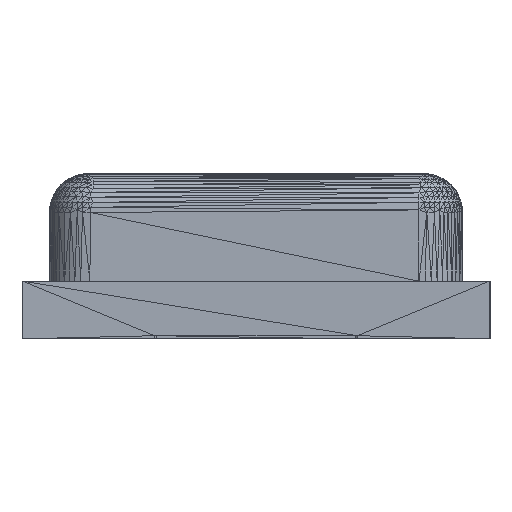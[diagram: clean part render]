
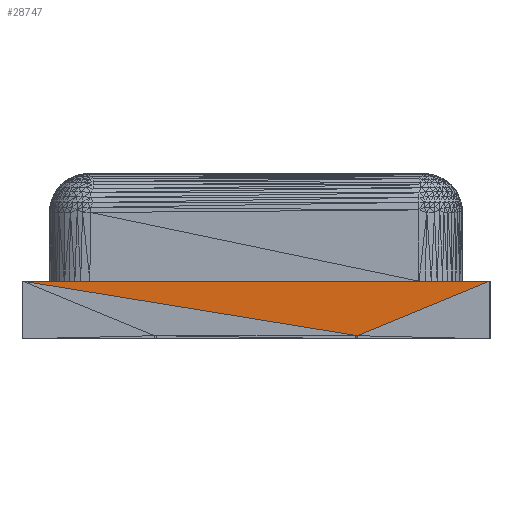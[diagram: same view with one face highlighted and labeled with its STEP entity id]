
A CAD part, left-side view. The second image highlights one B-rep face of the part: STEP entity #28747.
In plain terms, the highlighted planar face has unit normal (-1, 0, 0).
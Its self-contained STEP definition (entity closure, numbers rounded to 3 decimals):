
#1025=FACE_OUTER_BOUND('',#3545,.T.);
#3545=EDGE_LOOP('',(#20687,#20688,#20689));
#6657=LINE('',#44817,#10437);
#6738=LINE('',#44976,#10518);
#6746=LINE('',#44992,#10526);
#10437=VECTOR('',#36327,10.);
#10518=VECTOR('',#36490,10.);
#10526=VECTOR('',#36506,10.);
#13246=VERTEX_POINT('',#44806);
#13247=VERTEX_POINT('',#44810);
#13286=VERTEX_POINT('',#44973);
#15479=EDGE_CURVE('',#13246,#13247,#6657,.T.);
#15560=EDGE_CURVE('',#13246,#13286,#6738,.T.);
#15568=EDGE_CURVE('',#13286,#13247,#6746,.T.);
#20687=ORIENTED_EDGE('',*,*,#15560,.F.);
#20688=ORIENTED_EDGE('',*,*,#15479,.T.);
#20689=ORIENTED_EDGE('',*,*,#15568,.F.);
#26227=PLANE('',#31281);
#28747=ADVANCED_FACE('',(#1025),#26227,.T.);
#31281=AXIS2_PLACEMENT_3D('',#44991,#36504,#36505);
#36327=DIRECTION('',(0.,1.,0.));
#36490=DIRECTION('',(0.,0.925,-0.381));
#36504=DIRECTION('center_axis',(-1.,0.,0.));
#36505=DIRECTION('ref_axis',(0.,0.,1.));
#36506=DIRECTION('',(0.,0.987,0.161));
#44806=CARTESIAN_POINT('',(-2.003,-1.502,0.472));
#44810=CARTESIAN_POINT('',(-2.003,1.502,0.472));
#44817=CARTESIAN_POINT('',(-2.003,-1.502,0.472));
#44973=CARTESIAN_POINT('',(-2.003,-0.651,0.122));
#44976=CARTESIAN_POINT('',(-2.003,-1.502,0.472));
#44991=CARTESIAN_POINT('Origin',(-2.003,1.502,0.472));
#44992=CARTESIAN_POINT('',(-2.003,-0.651,0.122));
